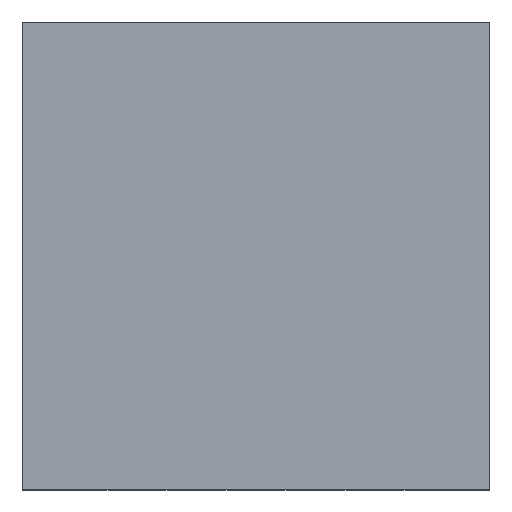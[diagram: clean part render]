
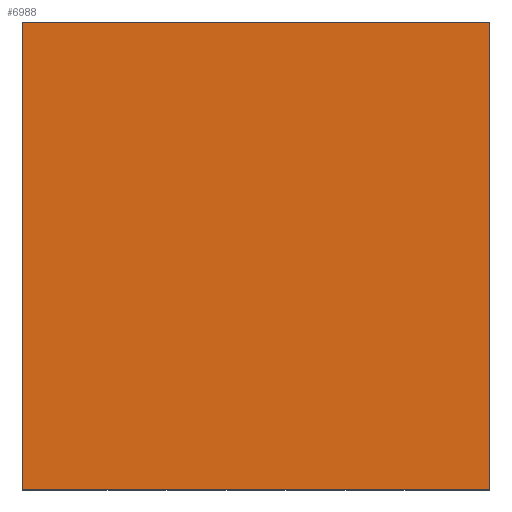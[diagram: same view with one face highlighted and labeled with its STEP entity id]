
A CAD part, top view. The second image highlights one B-rep face of the part: STEP entity #6988.
In plain terms, the highlighted face is planar.
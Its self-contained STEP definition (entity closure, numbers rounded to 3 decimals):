
#1911=DIRECTION('',(0.,0.,1.));
#1912=VECTOR('',#1911,5.);
#1913=CARTESIAN_POINT('',(-2.5,0.875,-2.5));
#1914=LINE('',#1913,#1912);
#1918=DIRECTION('',(-1.,0.,0.));
#1919=VECTOR('',#1918,5.);
#1920=CARTESIAN_POINT('',(2.5,0.875,-2.5));
#1921=LINE('',#1920,#1919);
#1925=DIRECTION('',(0.,0.,-1.));
#1926=VECTOR('',#1925,5.);
#1927=CARTESIAN_POINT('',(2.5,0.875,2.5));
#1928=LINE('',#1927,#1926);
#1932=DIRECTION('',(1.,0.,0.));
#1933=VECTOR('',#1932,5.);
#1934=CARTESIAN_POINT('',(-2.5,0.875,2.5));
#1935=LINE('',#1934,#1933);
#4484=CARTESIAN_POINT('',(-2.5,0.875,-2.5));
#4485=CARTESIAN_POINT('',(-2.5,0.875,2.5));
#4486=VERTEX_POINT('',#4484);
#4487=VERTEX_POINT('',#4485);
#4488=CARTESIAN_POINT('',(2.5,0.875,2.5));
#4489=VERTEX_POINT('',#4488);
#4490=CARTESIAN_POINT('',(2.5,0.875,-2.5));
#4491=VERTEX_POINT('',#4490);
#6977=CARTESIAN_POINT('',(0.,0.875,0.));
#6978=DIRECTION('',(0.,1.,0.));
#6979=DIRECTION('',(1.,0.,0.));
#6980=AXIS2_PLACEMENT_3D('',#6977,#6978,#6979);
#6981=PLANE('',#6980);
#6982=ORIENTED_EDGE('',*,*,#6847,.F.);
#6983=ORIENTED_EDGE('',*,*,#6915,.F.);
#6984=ORIENTED_EDGE('',*,*,#6706,.F.);
#6985=ORIENTED_EDGE('',*,*,#6777,.F.);
#6986=EDGE_LOOP('',(#6982,#6983,#6984,#6985));
#6987=FACE_OUTER_BOUND('',#6986,.F.);
#6706=EDGE_CURVE('',#4489,#4491,#1928,.T.);
#6777=EDGE_CURVE('',#4487,#4489,#1935,.T.);
#6847=EDGE_CURVE('',#4486,#4487,#1914,.T.);
#6915=EDGE_CURVE('',#4491,#4486,#1921,.T.);
#6988=ADVANCED_FACE('',(#6987),#6981,.T.);
